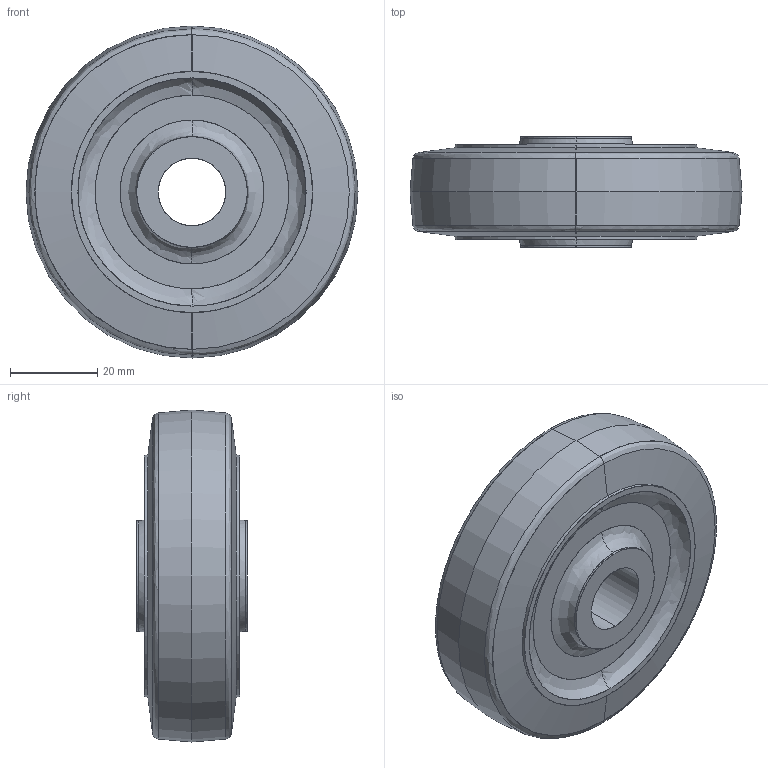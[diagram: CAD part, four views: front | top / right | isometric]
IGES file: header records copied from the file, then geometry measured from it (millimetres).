
Start section: SolidWorks IGES FILE using analytic representation for surfaces
Global section: file name: Colson_3_x_0.875.IGS; native system: SolidWorks 2001Plus by SolidWorks Corporation; preprocessor: Version 5.3; author: thesmith; date: 091009.185535; units: inch
Bounding box: 76.2 x 25.4 x 76.2 mm (x, y, z)
Surface area: 14751.1 mm2 (no closed solid volume)
Topology: 0 solids, 0 shells, 36 faces, 760 edges, 760 vertices
Faces by surface type: revolution 18, bspline 18
